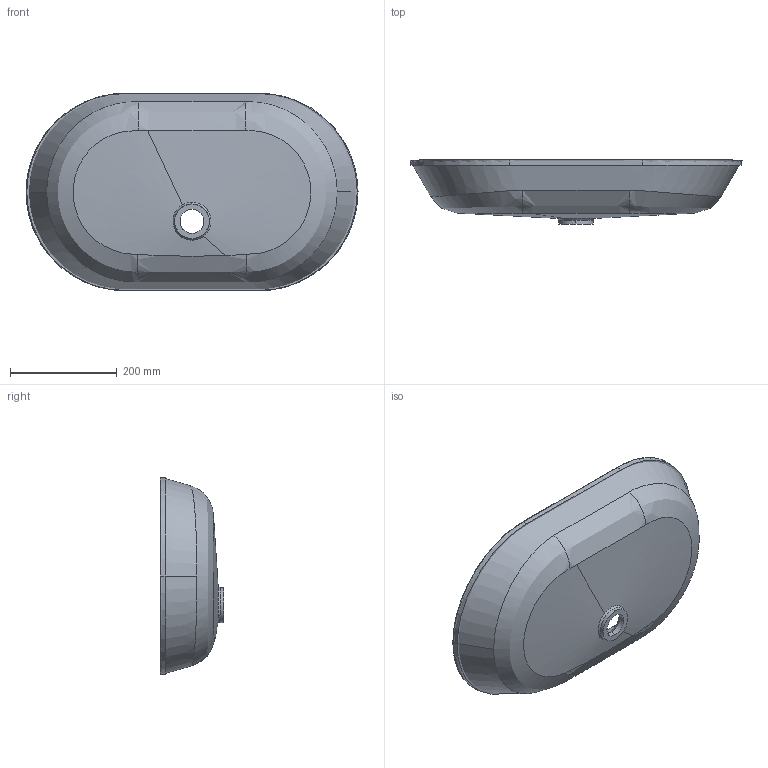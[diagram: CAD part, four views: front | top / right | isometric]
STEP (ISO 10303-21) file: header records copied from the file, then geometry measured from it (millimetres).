
FILE_DESCRIPTION (( 'STEP AP214' ), '1' );
FILE_NAME ('MA013.STEP', '2018-06-29T08:52:08', ( '' ), ( '' ), 'SwSTEP 2.0', 'SolidWorks 2017', '' );
FILE_SCHEMA (( 'AUTOMOTIVE_DESIGN' ));
Length unit declared in the file: millimetre
Products named in the file (2): MA013
Bounding box: 623 x 120 x 370.79 mm (x, y, z)
Volume: 2936654 mm3; surface area: 636732.2 mm2
Topology: 2 solids, 2 shells, 36 faces, 112 edges, 80 vertices
Faces by surface type: bspline 20, plane 8, cylinder 8
Entity records: 13900 total; most frequent: CARTESIAN_POINT 12996, ORIENTED_EDGE 224, EDGE_CURVE 112, DIRECTION 106, VERTEX_POINT 80, B_SPLINE_CURVE_WITH_KNOTS 66, AXIS2_PLACEMENT_3D 42, EDGE_LOOP 40
